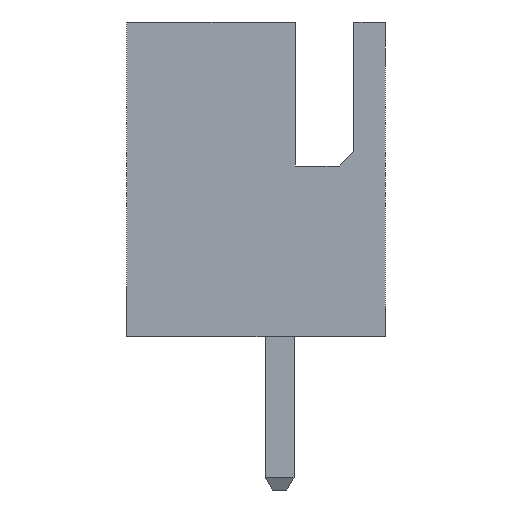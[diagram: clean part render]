
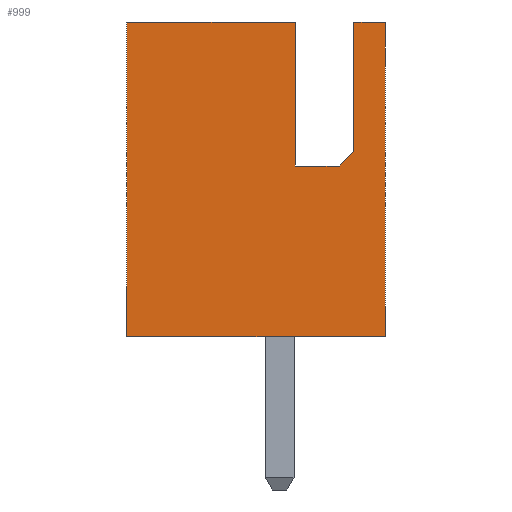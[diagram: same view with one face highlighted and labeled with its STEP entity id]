
A CAD part, left-side view. The second image highlights one B-rep face of the part: STEP entity #999.
In plain terms, the highlighted planar face has unit normal (-1, 0, 0).
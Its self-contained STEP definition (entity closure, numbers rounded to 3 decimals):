
#999=ADVANCED_FACE('',(#1926),#1928,.T.);
#1926=FACE_BOUND('',#1927,.T.);
#1927=EDGE_LOOP('',(#2698,#2699,#2700,#2701,#2702,#2703,#2704,#2705,#2706));
#1928=PLANE('',#1929);
#1929=AXIS2_PLACEMENT_3D('',#1930,#1931,#1932);
#1930=CARTESIAN_POINT('',(-27.55,3.4,0.));
#1931=DIRECTION('',(-1.,0.,0.));
#1932=DIRECTION('',(0.,-1.,0.));
#2698=ORIENTED_EDGE('',*,*,#3174,.T.);
#2699=ORIENTED_EDGE('',*,*,#3175,.T.);
#2700=ORIENTED_EDGE('',*,*,#3176,.F.);
#2701=ORIENTED_EDGE('',*,*,#3102,.F.);
#2702=ORIENTED_EDGE('',*,*,#3122,.T.);
#2703=ORIENTED_EDGE('',*,*,#3164,.T.);
#2704=ORIENTED_EDGE('',*,*,#3177,.F.);
#2705=ORIENTED_EDGE('',*,*,#3178,.T.);
#2706=ORIENTED_EDGE('',*,*,#3179,.T.);
#3102=EDGE_CURVE('',#3550,#3552,#3553,.T.);
#3122=EDGE_CURVE('',#3550,#3579,#3581,.T.);
#3164=EDGE_CURVE('',#3579,#3641,#3643,.T.);
#3174=EDGE_CURVE('',#3653,#3654,#3655,.F.);
#3175=EDGE_CURVE('',#3654,#3656,#3657,.F.);
#3176=EDGE_CURVE('',#3552,#3656,#3658,.T.);
#3177=EDGE_CURVE('',#3659,#3641,#3660,.T.);
#3178=EDGE_CURVE('',#3659,#3661,#3662,.F.);
#3179=EDGE_CURVE('',#3661,#3653,#3663,.F.);
#3550=VERTEX_POINT('',#4373);
#3552=VERTEX_POINT('',#4377);
#3553=LINE('',#4378,#4379);
#3579=VERTEX_POINT('',#4442);
#3581=LINE('',#4446,#4447);
#3641=VERTEX_POINT('',#4588);
#3643=LINE('',#4592,#4593);
#3653=VERTEX_POINT('',#4622);
#3654=VERTEX_POINT('',#4623);
#3655=LINE('',#4624,#4625);
#3656=VERTEX_POINT('',#4627);
#3657=LINE('',#4628,#4629);
#3658=LINE('',#4631,#4632);
#3659=VERTEX_POINT('',#4634);
#3660=LINE('',#4635,#4636);
#3661=VERTEX_POINT('',#4638);
#3662=LINE('',#4639,#4640);
#3663=LINE('',#4642,#4643);
#4373=CARTESIAN_POINT('',(-27.55,3.4,0.));
#4377=CARTESIAN_POINT('',(-27.55,3.4,7.));
#4378=CARTESIAN_POINT('',(-27.55,3.4,0.));
#4379=VECTOR('',#4380,1.);
#4380=DIRECTION('',(0.,0.,1.));
#4442=CARTESIAN_POINT('',(-27.55,-2.35,0.));
#4446=CARTESIAN_POINT('',(-27.55,3.4,0.));
#4447=VECTOR('',#4448,1.);
#4448=DIRECTION('',(0.,-1.,0.));
#4588=CARTESIAN_POINT('',(-27.55,-2.35,7.));
#4592=CARTESIAN_POINT('',(-27.55,-2.35,0.));
#4593=VECTOR('',#4594,1.);
#4594=DIRECTION('',(0.,0.,1.));
#4622=CARTESIAN_POINT('',(-27.55,-1.325,3.8));
#4623=CARTESIAN_POINT('',(-27.55,-0.35,3.8));
#4624=CARTESIAN_POINT('',(-27.55,-0.35,3.8));
#4625=VECTOR('',#4626,1.);
#4626=DIRECTION('',(0.,-1.,0.));
#4627=CARTESIAN_POINT('',(-27.55,-0.35,7.));
#4628=CARTESIAN_POINT('',(-27.55,-0.35,7.));
#4629=VECTOR('',#4630,1.);
#4630=DIRECTION('',(0.,0.,-1.));
#4631=CARTESIAN_POINT('',(-27.55,3.4,7.));
#4632=VECTOR('',#4633,1.);
#4633=DIRECTION('',(0.,-1.,0.));
#4634=CARTESIAN_POINT('',(-27.55,-1.65,7.));
#4635=CARTESIAN_POINT('',(-27.55,-1.65,7.));
#4636=VECTOR('',#4637,1.);
#4637=DIRECTION('',(0.,-1.,0.));
#4638=CARTESIAN_POINT('',(-27.55,-1.65,4.125));
#4639=CARTESIAN_POINT('',(-27.55,-1.65,4.125));
#4640=VECTOR('',#4641,1.);
#4641=DIRECTION('',(0.,0.,1.));
#4642=CARTESIAN_POINT('',(-27.55,-1.325,3.8));
#4643=VECTOR('',#4644,1.);
#4644=DIRECTION('',(0.,-0.707,0.707));
